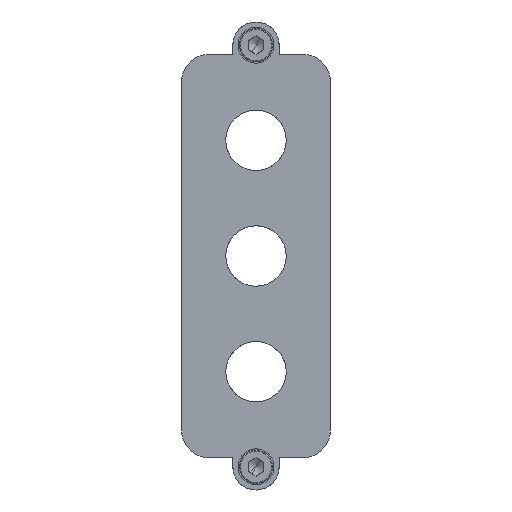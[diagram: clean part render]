
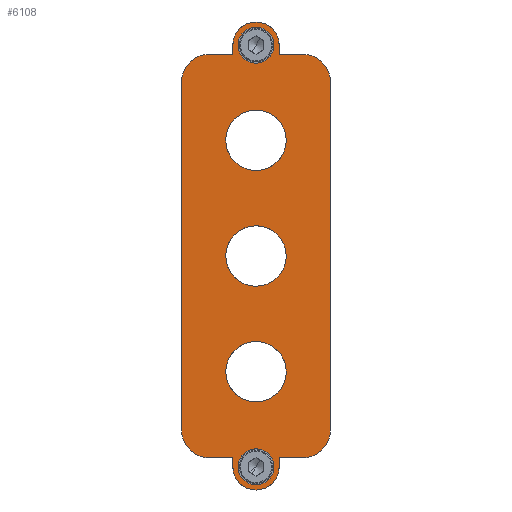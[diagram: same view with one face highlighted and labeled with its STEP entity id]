
A CAD part, top view. The second image highlights one B-rep face of the part: STEP entity #6108.
In plain terms, the highlighted planar face has unit normal (0, 0, 1).
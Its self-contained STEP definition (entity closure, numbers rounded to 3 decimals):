
#68=AXIS2_PLACEMENT_3D('Circle Axis2P3D',#66,#67,$) ;
#3390=AXIS2_PLACEMENT_3D('Circle Axis2P3D',#3388,#3389,$) ;
#3438=AXIS2_PLACEMENT_3D('Circle Axis2P3D',#3436,#3437,$) ;
#3512=AXIS2_PLACEMENT_3D('Circle Axis2P3D',#3510,#3511,$) ;
#3560=AXIS2_PLACEMENT_3D('Circle Axis2P3D',#3558,#3559,$) ;
#3680=AXIS2_PLACEMENT_3D('Circle Axis2P3D',#3678,#3679,$) ;
#3715=AXIS2_PLACEMENT_3D('Circle Axis2P3D',#3713,#3714,$) ;
#3750=AXIS2_PLACEMENT_3D('Circle Axis2P3D',#3748,#3749,$) ;
#3772=AXIS2_PLACEMENT_3D('Circle Axis2P3D',#3770,#3771,$) ;
#3807=AXIS2_PLACEMENT_3D('Circle Axis2P3D',#3805,#3806,$) ;
#4732=AXIS2_PLACEMENT_3D('Circle Axis2P3D',#4730,#4731,$) ;
#5577=AXIS2_PLACEMENT_3D('Circle Axis2P3D',#5575,#5576,$) ;
#5594=AXIS2_PLACEMENT_3D('Circle Axis2P3D',#5592,#5593,$) ;
#5817=AXIS2_PLACEMENT_3D('Circle Axis2P3D',#5815,#5816,$) ;
#5840=AXIS2_PLACEMENT_3D('Circle Axis2P3D',#5838,#5839,$) ;
#6063=AXIS2_PLACEMENT_3D('Plane Axis2P3D',#6060,#6061,#6062) ;
#6085=AXIS2_PLACEMENT_3D('Circle Axis2P3D',#6083,#6084,$) ;
#63=CARTESIAN_POINT('Vertex',(34.633,146.312,105.)) ;
#66=CARTESIAN_POINT('Axis2P3D Location',(29.,136.,105.)) ;
#70=CARTESIAN_POINT('Vertex',(23.367,125.688,105.)) ;
#3321=CARTESIAN_POINT('Vertex',(20.,9.,105.)) ;
#3326=CARTESIAN_POINT('Line Origine',(20.,10.75,105.)) ;
#3330=CARTESIAN_POINT('Vertex',(20.,12.5,105.)) ;
#3364=CARTESIAN_POINT('Line Origine',(15.5,12.5,105.)) ;
#3368=CARTESIAN_POINT('Vertex',(11.,12.5,105.)) ;
#3388=CARTESIAN_POINT('Axis2P3D Location',(11.,23.5,105.)) ;
#3392=CARTESIAN_POINT('Vertex',(0.,23.5,105.)) ;
#3412=CARTESIAN_POINT('Line Origine',(0.,91.,105.)) ;
#3416=CARTESIAN_POINT('Vertex',(0.,158.5,105.)) ;
#3436=CARTESIAN_POINT('Axis2P3D Location',(11.,158.5,105.)) ;
#3440=CARTESIAN_POINT('Vertex',(11.,169.5,105.)) ;
#3460=CARTESIAN_POINT('Line Origine',(15.5,169.5,105.)) ;
#3464=CARTESIAN_POINT('Vertex',(20.,169.5,105.)) ;
#3479=CARTESIAN_POINT('Line Origine',(42.5,169.5,105.)) ;
#3483=CARTESIAN_POINT('Vertex',(38.,169.5,105.)) ;
#3485=CARTESIAN_POINT('Vertex',(47.,169.5,105.)) ;
#3510=CARTESIAN_POINT('Axis2P3D Location',(47.,158.5,105.)) ;
#3514=CARTESIAN_POINT('Vertex',(58.,158.5,105.)) ;
#3534=CARTESIAN_POINT('Line Origine',(58.,91.,105.)) ;
#3538=CARTESIAN_POINT('Vertex',(58.,23.5,105.)) ;
#3558=CARTESIAN_POINT('Axis2P3D Location',(47.,23.5,105.)) ;
#3562=CARTESIAN_POINT('Vertex',(47.,12.5,105.)) ;
#3577=CARTESIAN_POINT('Line Origine',(42.5,12.5,105.)) ;
#3581=CARTESIAN_POINT('Vertex',(38.,12.5,105.)) ;
#3608=CARTESIAN_POINT('Line Origine',(38.,10.75,105.)) ;
#3612=CARTESIAN_POINT('Vertex',(38.,9.,105.)) ;
#3675=CARTESIAN_POINT('Vertex',(20.,173.,105.)) ;
#3678=CARTESIAN_POINT('Axis2P3D Location',(29.,173.,105.)) ;
#3682=CARTESIAN_POINT('Vertex',(38.,173.,105.)) ;
#3713=CARTESIAN_POINT('Axis2P3D Location',(29.,173.,105.)) ;
#3717=CARTESIAN_POINT('Vertex',(25.644,166.857,105.)) ;
#3719=CARTESIAN_POINT('Vertex',(32.356,179.143,105.)) ;
#3748=CARTESIAN_POINT('Axis2P3D Location',(29.,173.,105.)) ;
#3770=CARTESIAN_POINT('Axis2P3D Location',(29.,9.,105.)) ;
#3774=CARTESIAN_POINT('Vertex',(32.356,15.143,105.)) ;
#3776=CARTESIAN_POINT('Vertex',(25.644,2.857,105.)) ;
#3805=CARTESIAN_POINT('Axis2P3D Location',(29.,9.,105.)) ;
#4730=CARTESIAN_POINT('Axis2P3D Location',(29.,9.,105.)) ;
#4844=CARTESIAN_POINT('Line Origine',(38.,171.25,105.)) ;
#4934=CARTESIAN_POINT('Line Origine',(20.,171.25,105.)) ;
#5565=CARTESIAN_POINT('Vertex',(34.633,101.312,105.)) ;
#5572=CARTESIAN_POINT('Vertex',(23.367,80.688,105.)) ;
#5575=CARTESIAN_POINT('Axis2P3D Location',(29.,91.,105.)) ;
#5592=CARTESIAN_POINT('Axis2P3D Location',(29.,91.,105.)) ;
#5812=CARTESIAN_POINT('Vertex',(34.633,56.312,105.)) ;
#5815=CARTESIAN_POINT('Axis2P3D Location',(29.,46.,105.)) ;
#5819=CARTESIAN_POINT('Vertex',(23.367,35.688,105.)) ;
#5838=CARTESIAN_POINT('Axis2P3D Location',(29.,46.,105.)) ;
#6060=CARTESIAN_POINT('Axis2P3D Location',(29.,91.,105.)) ;
#6083=CARTESIAN_POINT('Axis2P3D Location',(29.,136.,105.)) ;
#67=DIRECTION('Axis2P3D Direction',(0.,0.,-1.)) ;
#3327=DIRECTION('Vector Direction',(0.,-1.,0.)) ;
#3365=DIRECTION('Vector Direction',(-1.,0.,0.)) ;
#3389=DIRECTION('Axis2P3D Direction',(0.,0.,-1.)) ;
#3413=DIRECTION('Vector Direction',(0.,-1.,0.)) ;
#3437=DIRECTION('Axis2P3D Direction',(0.,0.,-1.)) ;
#3461=DIRECTION('Vector Direction',(1.,0.,0.)) ;
#3480=DIRECTION('Vector Direction',(1.,0.,0.)) ;
#3511=DIRECTION('Axis2P3D Direction',(0.,0.,-1.)) ;
#3535=DIRECTION('Vector Direction',(0.,1.,0.)) ;
#3559=DIRECTION('Axis2P3D Direction',(0.,0.,-1.)) ;
#3578=DIRECTION('Vector Direction',(-1.,0.,0.)) ;
#3609=DIRECTION('Vector Direction',(0.,1.,0.)) ;
#3679=DIRECTION('Axis2P3D Direction',(0.,0.,-1.)) ;
#3714=DIRECTION('Axis2P3D Direction',(0.,0.,-1.)) ;
#3749=DIRECTION('Axis2P3D Direction',(0.,0.,-1.)) ;
#3771=DIRECTION('Axis2P3D Direction',(0.,0.,-1.)) ;
#3806=DIRECTION('Axis2P3D Direction',(0.,0.,-1.)) ;
#4731=DIRECTION('Axis2P3D Direction',(0.,0.,-1.)) ;
#4845=DIRECTION('Vector Direction',(0.,-1.,0.)) ;
#4935=DIRECTION('Vector Direction',(0.,1.,0.)) ;
#5576=DIRECTION('Axis2P3D Direction',(0.,0.,-1.)) ;
#5593=DIRECTION('Axis2P3D Direction',(0.,0.,-1.)) ;
#5816=DIRECTION('Axis2P3D Direction',(0.,0.,-1.)) ;
#5839=DIRECTION('Axis2P3D Direction',(0.,0.,-1.)) ;
#6061=DIRECTION('Axis2P3D Direction',(0.,0.,-1.)) ;
#6062=DIRECTION('Axis2P3D XDirection',(0.,-1.,0.)) ;
#6084=DIRECTION('Axis2P3D Direction',(0.,0.,-1.)) ;
#3328=VECTOR('Line Direction',#3327,1.) ;
#3366=VECTOR('Line Direction',#3365,1.) ;
#3414=VECTOR('Line Direction',#3413,1.) ;
#3462=VECTOR('Line Direction',#3461,1.) ;
#3481=VECTOR('Line Direction',#3480,1.) ;
#3536=VECTOR('Line Direction',#3535,1.) ;
#3579=VECTOR('Line Direction',#3578,1.) ;
#3610=VECTOR('Line Direction',#3609,1.) ;
#4846=VECTOR('Line Direction',#4845,1.) ;
#4936=VECTOR('Line Direction',#4935,1.) ;
#6066=ORIENTED_EDGE('',*,*,#4848,.T.) ;
#6067=ORIENTED_EDGE('',*,*,#3684,.T.) ;
#6068=ORIENTED_EDGE('',*,*,#4938,.T.) ;
#6069=ORIENTED_EDGE('',*,*,#3466,.F.) ;
#6070=ORIENTED_EDGE('',*,*,#3442,.F.) ;
#6071=ORIENTED_EDGE('',*,*,#3418,.F.) ;
#6072=ORIENTED_EDGE('',*,*,#3394,.F.) ;
#6073=ORIENTED_EDGE('',*,*,#3370,.F.) ;
#6074=ORIENTED_EDGE('',*,*,#3332,.F.) ;
#6075=ORIENTED_EDGE('',*,*,#4734,.F.) ;
#6076=ORIENTED_EDGE('',*,*,#3614,.F.) ;
#6077=ORIENTED_EDGE('',*,*,#3583,.F.) ;
#6078=ORIENTED_EDGE('',*,*,#3564,.F.) ;
#6079=ORIENTED_EDGE('',*,*,#3540,.F.) ;
#6080=ORIENTED_EDGE('',*,*,#3516,.F.) ;
#6081=ORIENTED_EDGE('',*,*,#3487,.F.) ;
#6089=ORIENTED_EDGE('',*,*,#72,.T.) ;
#6090=ORIENTED_EDGE('',*,*,#6087,.T.) ;
#6093=ORIENTED_EDGE('',*,*,#5842,.T.) ;
#6094=ORIENTED_EDGE('',*,*,#5821,.T.) ;
#6097=ORIENTED_EDGE('',*,*,#5579,.T.) ;
#6098=ORIENTED_EDGE('',*,*,#5596,.T.) ;
#6101=ORIENTED_EDGE('',*,*,#3721,.T.) ;
#6102=ORIENTED_EDGE('',*,*,#3752,.T.) ;
#6105=ORIENTED_EDGE('',*,*,#3778,.T.) ;
#6106=ORIENTED_EDGE('',*,*,#3809,.T.) ;
#6091=FACE_BOUND('',#6088,.T.) ;
#6095=FACE_BOUND('',#6092,.T.) ;
#6099=FACE_BOUND('',#6096,.T.) ;
#6103=FACE_BOUND('',#6100,.T.) ;
#6107=FACE_BOUND('',#6104,.T.) ;
#6108=ADVANCED_FACE('Hauptk\X2\00F6\X0\rper',(#6082,#6091,#6095,#6099,#6103,#6107),#6064,.F.) ;
#69=CIRCLE('generated circle',#68,11.75) ;
#3391=CIRCLE('generated circle',#3390,11.) ;
#3439=CIRCLE('generated circle',#3438,11.) ;
#3513=CIRCLE('generated circle',#3512,11.) ;
#3561=CIRCLE('generated circle',#3560,11.) ;
#3681=CIRCLE('generated circle',#3680,9.) ;
#3716=CIRCLE('generated circle',#3715,7.) ;
#3751=CIRCLE('generated circle',#3750,7.) ;
#3773=CIRCLE('generated circle',#3772,7.) ;
#3808=CIRCLE('generated circle',#3807,7.) ;
#4733=CIRCLE('generated circle',#4732,9.) ;
#5578=CIRCLE('generated circle',#5577,11.75) ;
#5595=CIRCLE('generated circle',#5594,11.75) ;
#5818=CIRCLE('generated circle',#5817,11.75) ;
#5841=CIRCLE('generated circle',#5840,11.75) ;
#6086=CIRCLE('generated circle',#6085,11.75) ;
#72=EDGE_CURVE('',#71,#64,#69,.T.) ;
#3332=EDGE_CURVE('',#3322,#3331,#3329,.F.) ;
#3370=EDGE_CURVE('',#3331,#3369,#3367,.T.) ;
#3394=EDGE_CURVE('',#3369,#3393,#3391,.T.) ;
#3418=EDGE_CURVE('',#3393,#3417,#3415,.F.) ;
#3442=EDGE_CURVE('',#3417,#3441,#3439,.T.) ;
#3466=EDGE_CURVE('',#3441,#3465,#3463,.T.) ;
#3487=EDGE_CURVE('',#3484,#3486,#3482,.T.) ;
#3516=EDGE_CURVE('',#3486,#3515,#3513,.T.) ;
#3540=EDGE_CURVE('',#3515,#3539,#3537,.F.) ;
#3564=EDGE_CURVE('',#3539,#3563,#3561,.T.) ;
#3583=EDGE_CURVE('',#3563,#3582,#3580,.T.) ;
#3614=EDGE_CURVE('',#3582,#3613,#3611,.F.) ;
#3684=EDGE_CURVE('',#3683,#3676,#3681,.F.) ;
#3721=EDGE_CURVE('',#3718,#3720,#3716,.T.) ;
#3752=EDGE_CURVE('',#3720,#3718,#3751,.T.) ;
#3778=EDGE_CURVE('',#3775,#3777,#3773,.T.) ;
#3809=EDGE_CURVE('',#3777,#3775,#3808,.T.) ;
#4734=EDGE_CURVE('',#3613,#3322,#4733,.T.) ;
#4848=EDGE_CURVE('',#3484,#3683,#4847,.F.) ;
#4938=EDGE_CURVE('',#3676,#3465,#4937,.F.) ;
#5579=EDGE_CURVE('',#5566,#5573,#5578,.T.) ;
#5596=EDGE_CURVE('',#5573,#5566,#5595,.T.) ;
#5821=EDGE_CURVE('',#5820,#5813,#5818,.T.) ;
#5842=EDGE_CURVE('',#5813,#5820,#5841,.T.) ;
#6087=EDGE_CURVE('',#64,#71,#6086,.T.) ;
#6065=EDGE_LOOP('',(#6066,#6067,#6068,#6069,#6070,#6071,#6072,#6073,#6074,#6075,#6076,#6077,#6078,#6079,#6080,#6081)) ;
#6088=EDGE_LOOP('',(#6089,#6090)) ;
#6092=EDGE_LOOP('',(#6093,#6094)) ;
#6096=EDGE_LOOP('',(#6097,#6098)) ;
#6100=EDGE_LOOP('',(#6101,#6102)) ;
#6104=EDGE_LOOP('',(#6105,#6106)) ;
#6082=FACE_OUTER_BOUND('',#6065,.T.) ;
#3329=LINE('Line',#3326,#3328) ;
#3367=LINE('Line',#3364,#3366) ;
#3415=LINE('Line',#3412,#3414) ;
#3463=LINE('Line',#3460,#3462) ;
#3482=LINE('Line',#3479,#3481) ;
#3537=LINE('Line',#3534,#3536) ;
#3580=LINE('Line',#3577,#3579) ;
#3611=LINE('Line',#3608,#3610) ;
#4847=LINE('Line',#4844,#4846) ;
#4937=LINE('Line',#4934,#4936) ;
#6064=PLANE('',#6063) ;
#64=VERTEX_POINT('',#63) ;
#71=VERTEX_POINT('',#70) ;
#3322=VERTEX_POINT('',#3321) ;
#3331=VERTEX_POINT('',#3330) ;
#3369=VERTEX_POINT('',#3368) ;
#3393=VERTEX_POINT('',#3392) ;
#3417=VERTEX_POINT('',#3416) ;
#3441=VERTEX_POINT('',#3440) ;
#3465=VERTEX_POINT('',#3464) ;
#3484=VERTEX_POINT('',#3483) ;
#3486=VERTEX_POINT('',#3485) ;
#3515=VERTEX_POINT('',#3514) ;
#3539=VERTEX_POINT('',#3538) ;
#3563=VERTEX_POINT('',#3562) ;
#3582=VERTEX_POINT('',#3581) ;
#3613=VERTEX_POINT('',#3612) ;
#3676=VERTEX_POINT('',#3675) ;
#3683=VERTEX_POINT('',#3682) ;
#3718=VERTEX_POINT('',#3717) ;
#3720=VERTEX_POINT('',#3719) ;
#3775=VERTEX_POINT('',#3774) ;
#3777=VERTEX_POINT('',#3776) ;
#5566=VERTEX_POINT('',#5565) ;
#5573=VERTEX_POINT('',#5572) ;
#5813=VERTEX_POINT('',#5812) ;
#5820=VERTEX_POINT('',#5819) ;
